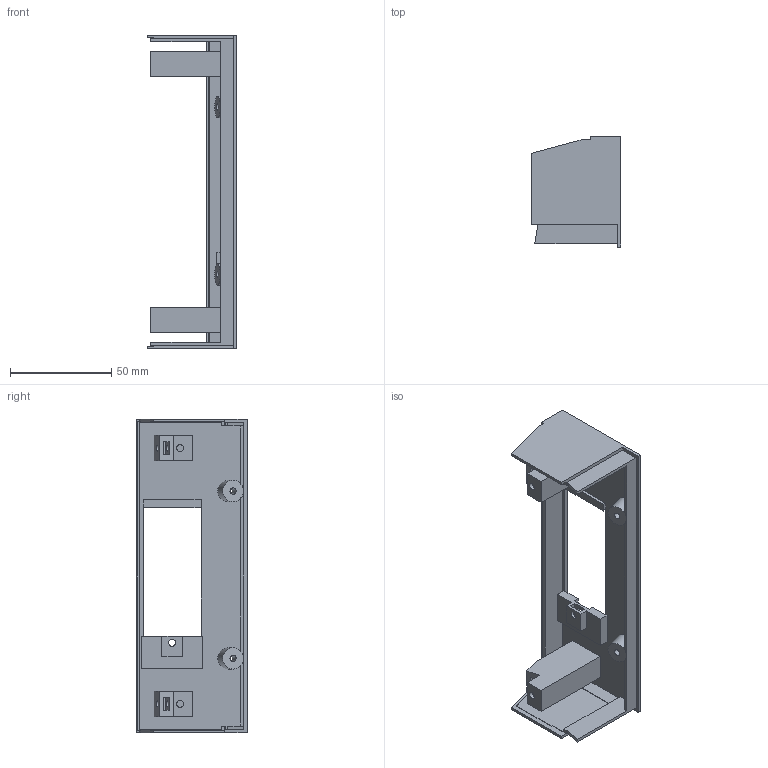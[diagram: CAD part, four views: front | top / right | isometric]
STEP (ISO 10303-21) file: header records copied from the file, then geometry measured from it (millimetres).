
FILE_DESCRIPTION(/* description */ ('Unknown'),/* implementation_level */ '2;1');
FILE_NAME(/* name */ 'Base',/* time_stamp */ '2023-11-15T00:33:00+00:00',/* author */ ('Unknown'),/* organization */ ('Unknown'),/* preprocessor_version */ 'ST-DEVELOPER v18.1',/* originating_system */ 'Solid Edge',/* authorisation */ 'Unknown');
FILE_SCHEMA (('AUTOMOTIVE_DESIGN {1 0 10303 214 3 1 1}'));
Length unit declared in the file: millimetre
Products named in the file (1): Base
Bounding box: 44.24 x 54.53 x 154.7 mm (x, y, z)
Volume: 41675.5 mm3; surface area: 36207.4 mm2
Topology: 1 solids, 1 shells, 139 faces, 387 edges, 261 vertices
Faces by surface type: plane 123, cylinder 16
Full cylindrical faces by diameter (mm): 3.048 x4, 3.175 x2, 3.454 x6, 5.715 x2, 10.541 x2
Entity records: 4240 total; most frequent: CARTESIAN_POINT 736, ORIENTED_EDGE 704, DIRECTION 668, EDGE_CURVE 352, LINE 316, VECTOR 316, VERTEX_POINT 244, EDGE_LOOP 190
